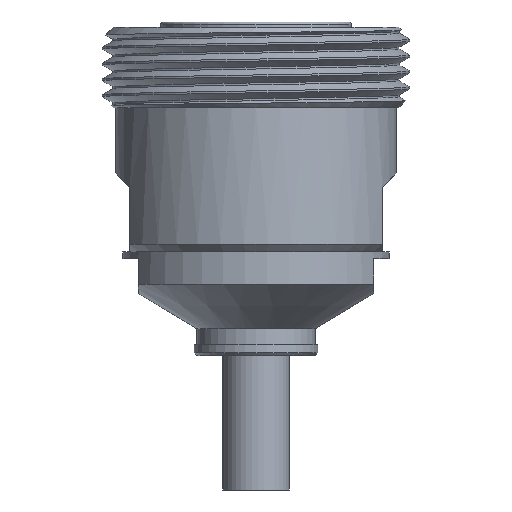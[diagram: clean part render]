
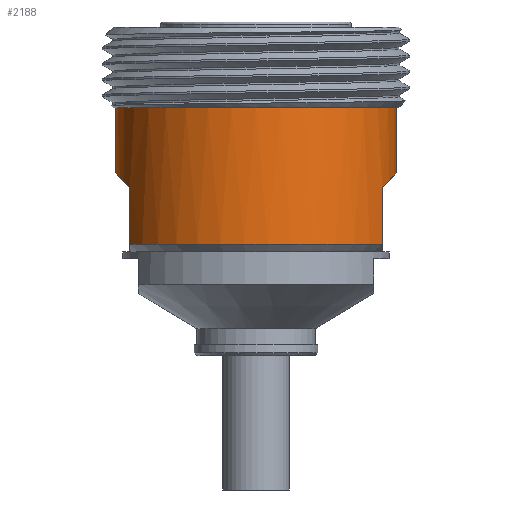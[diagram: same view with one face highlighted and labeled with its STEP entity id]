
A CAD part, front view. The second image highlights one B-rep face of the part: STEP entity #2188.
In plain terms, the highlighted cylindrical face has radius 13.271 mm (diameter 26.543 mm), a partial arc.
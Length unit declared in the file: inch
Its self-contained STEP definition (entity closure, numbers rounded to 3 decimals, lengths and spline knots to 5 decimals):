
#29 = CARTESIAN_POINT ( 'NONE',  ( 0.5225, 0., -0.5415 ) ) ;
#180 = CARTESIAN_POINT ( 'NONE',  ( -0.50435, -0.15833, -0.55965 ) ) ;
#203 = CARTESIAN_POINT ( 'NONE',  ( -0.5225, -0.0802, -0.5415 ) ) ;
#206 = VERTEX_POINT ( 'NONE', #2890 ) ;
#272 = EDGE_CURVE ( 'NONE', #2426, #4065, #1177, .T. ) ;
#328 = EDGE_LOOP ( 'NONE', ( #4194, #2911, #3638, #720, #1345, #513, #4255, #444 ) ) ;
#401 = VERTEX_POINT ( 'NONE', #1552 ) ;
#444 = ORIENTED_EDGE ( 'NONE', *, *, #1112, .T. ) ;
#493 = LINE ( 'NONE', #1820, #1408 ) ;
#508 = VERTEX_POINT ( 'NONE', #2034 ) ;
#513 = ORIENTED_EDGE ( 'NONE', *, *, #2160, .T. ) ;
#557 = EDGE_CURVE ( 'NONE', #206, #2048, #558, .T. ) ;
#558 = CIRCLE ( 'NONE', #3897, 0.5225 ) ;
#586 = VECTOR ( 'NONE', #3464, 39.37008 ) ;
#667 = CARTESIAN_POINT ( 'NONE',  ( 0.50435, -0.15833, -0.55965 ) ) ;
#720 = ORIENTED_EDGE ( 'NONE', *, *, #2348, .T. ) ;
#810 = CARTESIAN_POINT ( 'NONE',  ( 0., 0., -0.8075 ) ) ;
#977 = CARTESIAN_POINT ( 'NONE',  ( 0., 0., -0.29921 ) ) ;
#1009 = AXIS2_PLACEMENT_3D ( 'NONE', #810, #1539, #2865 ) ;
#1112 = EDGE_CURVE ( 'NONE', #401, #508, #1519, .T. ) ;
#1177 = LINE ( 'NONE', #1964, #3394 ) ;
#1250 = CARTESIAN_POINT ( 'NONE',  ( -0.469, -0.23032, -0.8075 ) ) ;
#1331 = DIRECTION ( 'NONE',  ( 0., 0., -1. ) ) ;
#1345 = ORIENTED_EDGE ( 'NONE', *, *, #272, .F. ) ;
#1408 = VECTOR ( 'NONE', #1977, 39.37008 ) ;
#1413 = CIRCLE ( 'NONE', #1009, 0.5225 ) ;
#1519 =( BOUNDED_CURVE ( )  B_SPLINE_CURVE ( 3, ( #3641, #667, #1658, #29 ),
 .UNSPECIFIED., .F., .T. ) 
 B_SPLINE_CURVE_WITH_KNOTS ( ( 4, 4 ),
 ( 2.68511, 3.14159 ),
 .UNSPECIFIED. ) 
 CURVE ( )  GEOMETRIC_REPRESENTATION_ITEM ( )  RATIONAL_B_SPLINE_CURVE ( ( 1., 0.983, 0.983, 1. ) ) 
 REPRESENTATION_ITEM ( '' )  );
#1539 = DIRECTION ( 'NONE',  ( 0., 0., 1. ) ) ;
#1552 = CARTESIAN_POINT ( 'NONE',  ( 0.469, -0.23032, -0.595 ) ) ;
#1636 = DIRECTION ( 'NONE',  ( 0., 0., 1. ) ) ;
#1658 = CARTESIAN_POINT ( 'NONE',  ( 0.5225, -0.0802, -0.5415 ) ) ;
#1815 = EDGE_CURVE ( 'NONE', #2048, #1973, #4100, .T. ) ;
#1820 = CARTESIAN_POINT ( 'NONE',  ( 0.5225, 0., -0.29921 ) ) ;
#1911 = DIRECTION ( 'NONE',  ( -1., 0., 0. ) ) ;
#1933 = CARTESIAN_POINT ( 'NONE',  ( 0.469, -0.23032, -0.8075 ) ) ;
#1962 = CARTESIAN_POINT ( 'NONE',  ( -0.469, -0.23032, -0.595 ) ) ;
#1964 = CARTESIAN_POINT ( 'NONE',  ( -0.469, -0.23032, -0.29921 ) ) ;
#1973 = VERTEX_POINT ( 'NONE', #3857 ) ;
#1977 = DIRECTION ( 'NONE',  ( 0., 0., -1. ) ) ;
#2034 = CARTESIAN_POINT ( 'NONE',  ( 0.5225, 0., -0.5415 ) ) ;
#2048 = VERTEX_POINT ( 'NONE', #2738 ) ;
#2160 = EDGE_CURVE ( 'NONE', #2426, #3174, #1413, .T. ) ;
#2166 = CARTESIAN_POINT ( 'NONE',  ( -0.5225, 0., -0.5415 ) ) ;
#2188 = ADVANCED_FACE ( 'NONE', ( #2541 ), #3547, .T. ) ;
#2292 = EDGE_CURVE ( 'NONE', #401, #3174, #2554, .T. ) ;
#2295 = DIRECTION ( 'NONE',  ( -1., 0., 0. ) ) ;
#2309 = VECTOR ( 'NONE', #2682, 39.37008 ) ;
#2348 = EDGE_CURVE ( 'NONE', #1973, #4065, #2999, .T. ) ;
#2426 = VERTEX_POINT ( 'NONE', #1250 ) ;
#2453 = AXIS2_PLACEMENT_3D ( 'NONE', #3875, #3190, #1911 ) ;
#2541 = FACE_OUTER_BOUND ( 'NONE', #328, .T. ) ;
#2554 = LINE ( 'NONE', #3179, #586 ) ;
#2682 = DIRECTION ( 'NONE',  ( 0., 0., -1. ) ) ;
#2738 = CARTESIAN_POINT ( 'NONE',  ( -0.5225, 0., -0.29921 ) ) ;
#2865 = DIRECTION ( 'NONE',  ( 1., 0., 0. ) ) ;
#2890 = CARTESIAN_POINT ( 'NONE',  ( 0.5225, 0., -0.29921 ) ) ;
#2911 = ORIENTED_EDGE ( 'NONE', *, *, #557, .T. ) ;
#2999 =( BOUNDED_CURVE ( )  B_SPLINE_CURVE ( 3, ( #2166, #203, #180, #3114 ),
 .UNSPECIFIED., .F., .T. ) 
 B_SPLINE_CURVE_WITH_KNOTS ( ( 4, 4 ),
 ( 3.14159, 3.59808 ),
 .UNSPECIFIED. ) 
 CURVE ( )  GEOMETRIC_REPRESENTATION_ITEM ( )  RATIONAL_B_SPLINE_CURVE ( ( 1., 0.983, 0.983, 1. ) ) 
 REPRESENTATION_ITEM ( '' )  );
#3114 = CARTESIAN_POINT ( 'NONE',  ( -0.469, -0.23032, -0.595 ) ) ;
#3134 = EDGE_CURVE ( 'NONE', #206, #508, #493, .T. ) ;
#3174 = VERTEX_POINT ( 'NONE', #1933 ) ;
#3179 = CARTESIAN_POINT ( 'NONE',  ( 0.469, -0.23032, -0.29921 ) ) ;
#3190 = DIRECTION ( 'NONE',  ( 0., 0., -1. ) ) ;
#3394 = VECTOR ( 'NONE', #1636, 39.37008 ) ;
#3464 = DIRECTION ( 'NONE',  ( 0., 0., -1. ) ) ;
#3547 = CYLINDRICAL_SURFACE ( 'NONE', #2453, 0.5225 ) ;
#3638 = ORIENTED_EDGE ( 'NONE', *, *, #1815, .T. ) ;
#3641 = CARTESIAN_POINT ( 'NONE',  ( 0.469, -0.23032, -0.595 ) ) ;
#3857 = CARTESIAN_POINT ( 'NONE',  ( -0.5225, 0., -0.5415 ) ) ;
#3875 = CARTESIAN_POINT ( 'NONE',  ( 0., 0., -0.29921 ) ) ;
#3897 = AXIS2_PLACEMENT_3D ( 'NONE', #977, #1331, #2295 ) ;
#4060 = CARTESIAN_POINT ( 'NONE',  ( -0.5225, 0., -0.29921 ) ) ;
#4065 = VERTEX_POINT ( 'NONE', #1962 ) ;
#4100 = LINE ( 'NONE', #4060, #2309 ) ;
#4194 = ORIENTED_EDGE ( 'NONE', *, *, #3134, .F. ) ;
#4255 = ORIENTED_EDGE ( 'NONE', *, *, #2292, .F. ) ;
